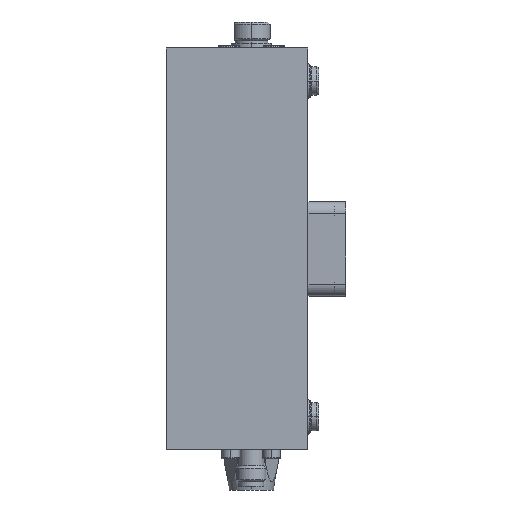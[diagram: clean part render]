
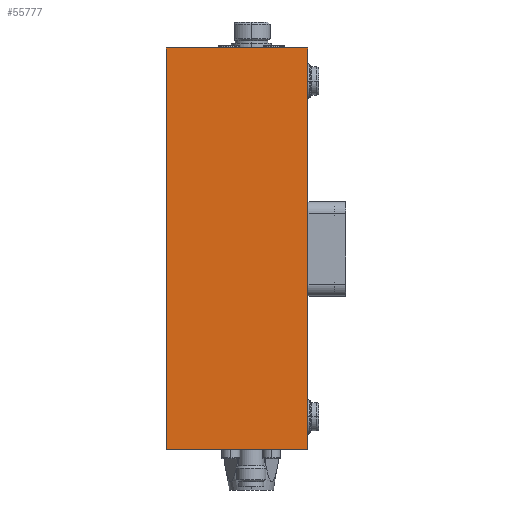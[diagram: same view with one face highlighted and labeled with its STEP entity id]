
A CAD part, left-side view. The second image highlights one B-rep face of the part: STEP entity #55777.
In plain terms, the highlighted planar face has unit normal (-1, 0, 0).
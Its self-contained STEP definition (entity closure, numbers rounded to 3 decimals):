
#205 = EDGE_CURVE ( 'NONE', #76138, #35007, #78947, .T. ) ;
#930 = VECTOR ( 'NONE', #36797, 1000. ) ;
#2472 = DIRECTION ( 'NONE',  ( 0., 0., 1. ) ) ;
#6559 = CARTESIAN_POINT ( 'NONE',  ( -40., 30., 42.5 ) ) ;
#10042 = ORIENTED_EDGE ( 'NONE', *, *, #14772, .F. ) ;
#10933 = AXIS2_PLACEMENT_3D ( 'NONE', #72683, #88692, #41938 ) ;
#11252 = CARTESIAN_POINT ( 'NONE',  ( -40., 0., -42.5 ) ) ;
#13580 = VERTEX_POINT ( 'NONE', #70731 ) ;
#14772 = EDGE_CURVE ( 'NONE', #13580, #56479, #75727, .T. ) ;
#15846 = VECTOR ( 'NONE', #2472, 1000. ) ;
#30848 = DIRECTION ( 'NONE',  ( 0., -1., 0. ) ) ;
#35007 = VERTEX_POINT ( 'NONE', #73980 ) ;
#35878 = EDGE_CURVE ( 'NONE', #56479, #35007, #72661, .T. ) ;
#35937 = ORIENTED_EDGE ( 'NONE', *, *, #82135, .T. ) ;
#36797 = DIRECTION ( 'NONE',  ( 0., -1., 0. ) ) ;
#37414 = VECTOR ( 'NONE', #83852, 1000. ) ;
#41938 = DIRECTION ( 'NONE',  ( 0., 0., -1. ) ) ;
#44310 = CARTESIAN_POINT ( 'NONE',  ( -40., 30., -42.5 ) ) ;
#49459 = VECTOR ( 'NONE', #30848, 1000. ) ;
#49660 = CARTESIAN_POINT ( 'NONE',  ( -40., 30., -42.5 ) ) ;
#51901 = EDGE_LOOP ( 'NONE', ( #62215, #83547, #10042, #35937 ) ) ;
#55777 = ADVANCED_FACE ( 'NONE', ( #66942 ), #80860, .F. ) ;
#56479 = VERTEX_POINT ( 'NONE', #6559 ) ;
#60869 = LINE ( 'NONE', #44310, #930 ) ;
#62215 = ORIENTED_EDGE ( 'NONE', *, *, #205, .T. ) ;
#66942 = FACE_OUTER_BOUND ( 'NONE', #51901, .T. ) ;
#70731 = CARTESIAN_POINT ( 'NONE',  ( -40., 30., -42.5 ) ) ;
#72661 = LINE ( 'NONE', #92925, #49459 ) ;
#72683 = CARTESIAN_POINT ( 'NONE',  ( -40., 30., -42.5 ) ) ;
#73980 = CARTESIAN_POINT ( 'NONE',  ( -40., 0., 42.5 ) ) ;
#75727 = LINE ( 'NONE', #49660, #15846 ) ;
#76138 = VERTEX_POINT ( 'NONE', #11252 ) ;
#76327 = CARTESIAN_POINT ( 'NONE',  ( -40., 0., -42.5 ) ) ;
#78947 = LINE ( 'NONE', #76327, #37414 ) ;
#80860 = PLANE ( 'NONE',  #10933 ) ;
#82135 = EDGE_CURVE ( 'NONE', #13580, #76138, #60869, .T. ) ;
#83547 = ORIENTED_EDGE ( 'NONE', *, *, #35878, .F. ) ;
#83852 = DIRECTION ( 'NONE',  ( 0., 0., 1. ) ) ;
#88692 = DIRECTION ( 'NONE',  ( 1., 0., 0. ) ) ;
#92925 = CARTESIAN_POINT ( 'NONE',  ( -40., 30., 42.5 ) ) ;
